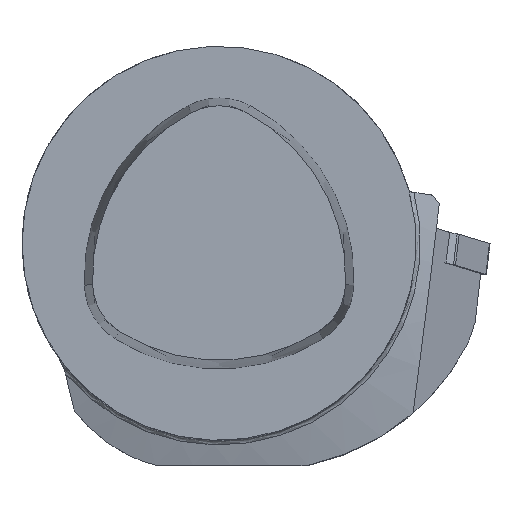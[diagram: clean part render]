
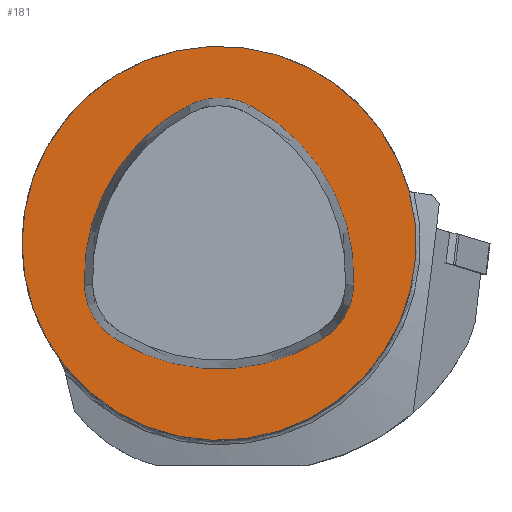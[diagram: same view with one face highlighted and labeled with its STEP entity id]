
A CAD part, top view. The second image highlights one B-rep face of the part: STEP entity #181.
In plain terms, the highlighted planar face has unit normal (0, 0, 1).
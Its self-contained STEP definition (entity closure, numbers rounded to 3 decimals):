
#112=FACE_BOUND('',#334,.T.);
#113=FACE_BOUND('',#335,.T.);
#136=CIRCLE('',#1180,40.);
#145=CIRCLE('',#1199,39.5);
#146=CIRCLE('',#1200,13.5);
#147=CIRCLE('',#1201,39.5);
#148=CIRCLE('',#1202,13.5);
#149=CIRCLE('',#1203,39.5);
#150=CIRCLE('',#1204,13.5);
#181=ADVANCED_FACE('',(#112,#113),#233,.T.);
#233=PLANE('',#1205);
#334=EDGE_LOOP('',(#532));
#335=EDGE_LOOP('',(#533,#534,#535,#536,#537,#538));
#532=ORIENTED_EDGE('',*,*,#848,.T.);
#533=ORIENTED_EDGE('',*,*,#871,.F.);
#534=ORIENTED_EDGE('',*,*,#872,.F.);
#535=ORIENTED_EDGE('',*,*,#873,.F.);
#536=ORIENTED_EDGE('',*,*,#874,.F.);
#537=ORIENTED_EDGE('',*,*,#875,.F.);
#538=ORIENTED_EDGE('',*,*,#876,.F.);
#738=VERTEX_POINT('',#1752);
#756=VERTEX_POINT('',#1826);
#757=VERTEX_POINT('',#1827);
#758=VERTEX_POINT('',#1829);
#759=VERTEX_POINT('',#1831);
#760=VERTEX_POINT('',#1833);
#761=VERTEX_POINT('',#1835);
#848=EDGE_CURVE('',#738,#738,#136,.T.);
#871=EDGE_CURVE('',#756,#757,#145,.T.);
#872=EDGE_CURVE('',#758,#756,#146,.T.);
#873=EDGE_CURVE('',#759,#758,#147,.T.);
#874=EDGE_CURVE('',#760,#759,#148,.T.);
#875=EDGE_CURVE('',#761,#760,#149,.T.);
#876=EDGE_CURVE('',#757,#761,#150,.T.);
#1180=AXIS2_PLACEMENT_3D('',#1751,#1364,#1365);
#1199=AXIS2_PLACEMENT_3D('',#1825,#1410,#1411);
#1200=AXIS2_PLACEMENT_3D('',#1828,#1412,#1413);
#1201=AXIS2_PLACEMENT_3D('',#1830,#1414,#1415);
#1202=AXIS2_PLACEMENT_3D('',#1832,#1416,#1417);
#1203=AXIS2_PLACEMENT_3D('',#1834,#1418,#1419);
#1204=AXIS2_PLACEMENT_3D('',#1836,#1420,#1421);
#1205=AXIS2_PLACEMENT_3D('',#1837,#1422,#1423);
#1364=DIRECTION('',(0.,0.,1.));
#1365=DIRECTION('',(-1.,0.,0.));
#1410=DIRECTION('',(0.,0.,1.));
#1411=DIRECTION('',(-1.,0.,0.));
#1412=DIRECTION('',(0.,0.,1.));
#1413=DIRECTION('',(-1.,0.,0.));
#1414=DIRECTION('',(0.,0.,1.));
#1415=DIRECTION('',(-1.,0.,0.));
#1416=DIRECTION('',(0.,0.,1.));
#1417=DIRECTION('',(-1.,0.,0.));
#1418=DIRECTION('',(0.,0.,1.));
#1419=DIRECTION('',(-1.,0.,0.));
#1420=DIRECTION('',(0.,0.,1.));
#1421=DIRECTION('',(-1.,0.,0.));
#1422=DIRECTION('',(0.,0.,1.));
#1423=DIRECTION('',(1.,0.,0.));
#1751=CARTESIAN_POINT('',(0.,0.,0.));
#1752=CARTESIAN_POINT('',(-40.,0.,0.));
#1825=CARTESIAN_POINT('',(-12.124,-7.,0.));
#1826=CARTESIAN_POINT('',(27.346,-8.519,0.));
#1827=CARTESIAN_POINT('',(6.295,27.942,0.));
#1828=CARTESIAN_POINT('',(13.856,-8.,0.));
#1829=CARTESIAN_POINT('',(21.051,-19.423,0.));
#1830=CARTESIAN_POINT('',(0.,14.,0.));
#1831=CARTESIAN_POINT('',(-21.051,-19.423,0.));
#1832=CARTESIAN_POINT('',(-13.856,-8.,0.));
#1833=CARTESIAN_POINT('',(-27.346,-8.519,0.));
#1834=CARTESIAN_POINT('',(12.124,-7.,0.));
#1835=CARTESIAN_POINT('',(-6.295,27.942,0.));
#1836=CARTESIAN_POINT('',(0.,16.,0.));
#1837=CARTESIAN_POINT('',(0.,0.,0.));
